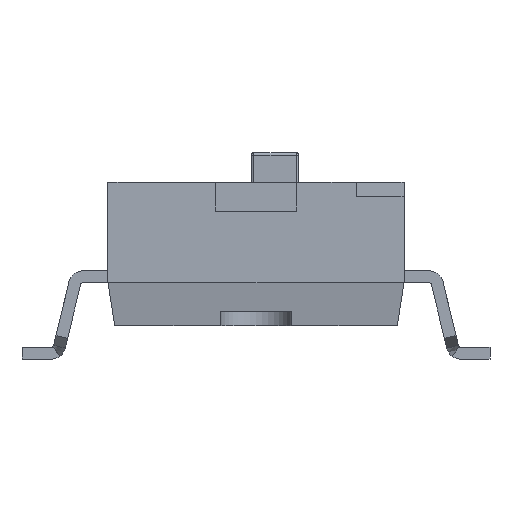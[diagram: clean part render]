
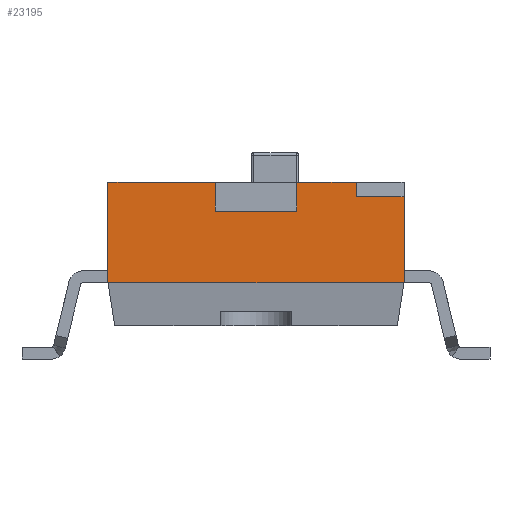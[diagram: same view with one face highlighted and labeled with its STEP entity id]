
A CAD part, left-side view. The second image highlights one B-rep face of the part: STEP entity #23195.
In plain terms, the highlighted planar face has unit normal (-1, 0, 0).
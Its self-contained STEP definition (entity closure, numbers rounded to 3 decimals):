
#883=PLANE('',#25150);
#2664=LINE('',#36651,#5150);
#2674=LINE('',#36671,#5160);
#2678=LINE('',#36679,#5164);
#2920=LINE('',#37984,#5406);
#3000=LINE('',#38715,#5486);
#3016=LINE('',#38829,#5502);
#3024=LINE('',#38848,#5510);
#3028=LINE('',#38858,#5514);
#3033=LINE('',#38873,#5519);
#3034=LINE('',#38879,#5520);
#5150=VECTOR('',#30063,10.);
#5160=VECTOR('',#30075,10.);
#5164=VECTOR('',#30079,10.);
#5406=VECTOR('',#30437,10.);
#5486=VECTOR('',#30597,10.);
#5502=VECTOR('',#30637,10.);
#5510=VECTOR('',#30665,10.);
#5514=VECTOR('',#30679,10.);
#5519=VECTOR('',#30704,10.);
#5520=VECTOR('',#30715,10.);
#7441=FACE_OUTER_BOUND('',#8770,.T.);
#8770=EDGE_LOOP('',(#20688,#20689,#20690,#20691,#20692,#20693,#20694,#20695,
#20696,#20697));
#11226=VERTEX_POINT('',#36626);
#11236=VERTEX_POINT('',#36648);
#11237=VERTEX_POINT('',#36650);
#11245=VERTEX_POINT('',#36668);
#11246=VERTEX_POINT('',#36670);
#11249=VERTEX_POINT('',#36676);
#11250=VERTEX_POINT('',#36678);
#11457=VERTEX_POINT('',#37978);
#11459=VERTEX_POINT('',#37982);
#11512=VERTEX_POINT('',#38857);
#14244=EDGE_CURVE('',#11237,#11236,#2664,.T.);
#14254=EDGE_CURVE('',#11245,#11246,#2674,.T.);
#14258=EDGE_CURVE('',#11250,#11249,#2678,.T.);
#14530=EDGE_CURVE('',#11459,#11457,#2920,.T.);
#14621=EDGE_CURVE('',#11246,#11459,#3000,.T.);
#14639=EDGE_CURVE('',#11226,#11237,#3016,.T.);
#14648=EDGE_CURVE('',#11457,#11249,#3024,.T.);
#14652=EDGE_CURVE('',#11512,#11236,#3028,.T.);
#14657=EDGE_CURVE('',#11250,#11512,#3033,.T.);
#14658=EDGE_CURVE('',#11245,#11226,#3034,.T.);
#20688=ORIENTED_EDGE('',*,*,#14258,.T.);
#20689=ORIENTED_EDGE('',*,*,#14648,.F.);
#20690=ORIENTED_EDGE('',*,*,#14530,.F.);
#20691=ORIENTED_EDGE('',*,*,#14621,.F.);
#20692=ORIENTED_EDGE('',*,*,#14254,.F.);
#20693=ORIENTED_EDGE('',*,*,#14658,.T.);
#20694=ORIENTED_EDGE('',*,*,#14639,.T.);
#20695=ORIENTED_EDGE('',*,*,#14244,.T.);
#20696=ORIENTED_EDGE('',*,*,#14652,.F.);
#20697=ORIENTED_EDGE('',*,*,#14657,.F.);
#23195=ADVANCED_FACE('',(#7441),#883,.T.);
#25150=AXIS2_PLACEMENT_3D('',#38878,#30713,#30714);
#30063=DIRECTION('',(0.,0.,1.));
#30075=DIRECTION('',(0.,-1.,0.));
#30079=DIRECTION('',(0.,1.,0.));
#30437=DIRECTION('',(0.,-1.,0.));
#30597=DIRECTION('',(0.,0.,-1.));
#30637=DIRECTION('',(0.,-1.,0.));
#30665=DIRECTION('',(0.,0.,1.));
#30679=DIRECTION('',(0.,-1.,0.));
#30704=DIRECTION('',(0.,0.,-1.));
#30713=DIRECTION('center_axis',(-1.,0.,0.));
#30714=DIRECTION('ref_axis',(0.,1.,0.));
#30715=DIRECTION('',(0.,0.,-1.));
#36626=CARTESIAN_POINT('',(-9.36,3.1,1.635));
#36648=CARTESIAN_POINT('',(-9.36,-3.1,3.435));
#36650=CARTESIAN_POINT('',(-9.36,-3.1,1.635));
#36651=CARTESIAN_POINT('',(-9.36,-3.1,3.135));
#36668=CARTESIAN_POINT('',(-9.36,3.1,3.735));
#36670=CARTESIAN_POINT('',(-9.36,0.85,3.735));
#36671=CARTESIAN_POINT('',(-9.36,3.1,3.735));
#36676=CARTESIAN_POINT('',(-9.36,-0.85,3.735));
#36678=CARTESIAN_POINT('',(-9.36,-2.1,3.735));
#36679=CARTESIAN_POINT('',(-9.36,-2.1,3.735));
#37978=CARTESIAN_POINT('',(-9.36,-0.85,3.135));
#37982=CARTESIAN_POINT('',(-9.36,0.85,3.135));
#37984=CARTESIAN_POINT('',(-9.36,3.1,3.135));
#38715=CARTESIAN_POINT('',(-9.36,0.85,3.735));
#38829=CARTESIAN_POINT('',(-9.36,3.1,1.635));
#38848=CARTESIAN_POINT('',(-9.36,-0.85,3.135));
#38857=CARTESIAN_POINT('',(-9.36,-2.1,3.435));
#38858=CARTESIAN_POINT('',(-9.36,-2.1,3.435));
#38873=CARTESIAN_POINT('',(-9.36,-2.1,3.735));
#38878=CARTESIAN_POINT('Origin',(-9.36,-3.337,4.407));
#38879=CARTESIAN_POINT('',(-9.36,3.1,3.735));
